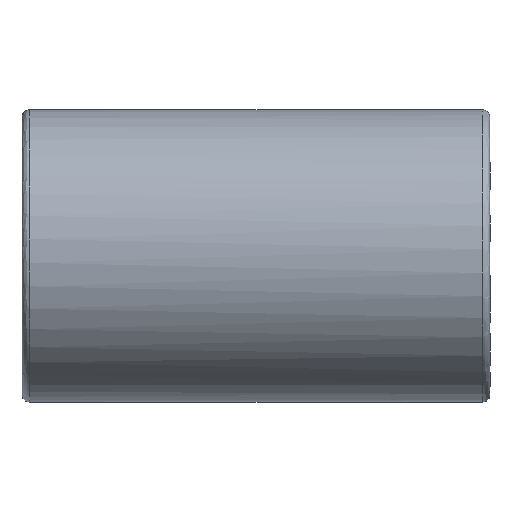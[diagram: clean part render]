
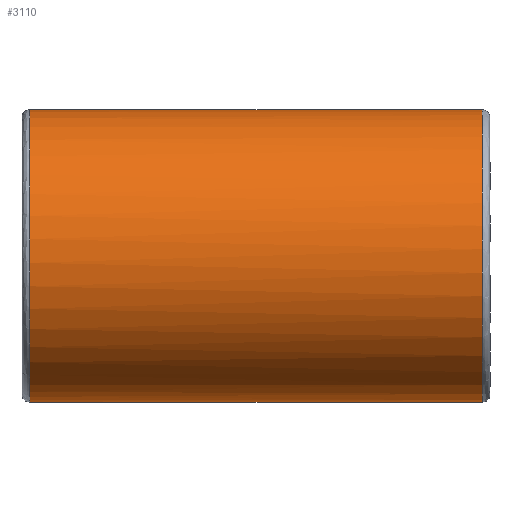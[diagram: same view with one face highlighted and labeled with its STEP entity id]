
A CAD part, front view. The second image highlights one B-rep face of the part: STEP entity #3110.
In plain terms, the highlighted free-form (B-spline) face has degree [3, 1] with [7, 2] control points.
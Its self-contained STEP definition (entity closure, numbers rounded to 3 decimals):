
#2080 = CARTESIAN_POINT ('', (0.4, 0., 7.5));
#2090 = VERTEX_POINT ('', #2080);
#2170 = CARTESIAN_POINT ('', (0.4, 0., -7.5));
#2180 = VERTEX_POINT ('', #2170);
#2190 = CARTESIAN_POINT ('', (0.4, 0., -7.5));
#2200 = CARTESIAN_POINT ('', (0.4, 15., -7.5));
#2210 = CARTESIAN_POINT ('', (0.4, 15., 7.5));
#2220 = CARTESIAN_POINT ('', (0.4, 0., 7.5));
#2230 = (
   BOUNDED_CURVE ()
   B_SPLINE_CURVE (3, (#2190, #2200, #2210, #2220), .UNSPECIFIED., .F., .U.)
   B_SPLINE_CURVE_WITH_KNOTS ((4, 4), (0., 1.), .UNSPECIFIED.)
   CURVE ()
   GEOMETRIC_REPRESENTATION_ITEM ()
   RATIONAL_B_SPLINE_CURVE ((1., 0.333, 0.333, 1.))
   REPRESENTATION_ITEM ('')
);
#2240 = EDGE_CURVE ('', #2180, #2090, #2230, .T.);
#2260 = CARTESIAN_POINT ('', (0.4, 0., 7.5));
#2270 = CARTESIAN_POINT ('', (0.4, -15., 7.5));
#2280 = CARTESIAN_POINT ('', (0.4, -15., -7.5));
#2290 = CARTESIAN_POINT ('', (0.4, 0., -7.5));
#2300 = (
   BOUNDED_CURVE ()
   B_SPLINE_CURVE (3, (#2260, #2270, #2280, #2290), .UNSPECIFIED., .F., .U.)
   B_SPLINE_CURVE_WITH_KNOTS ((4, 4), (0., 1.), .UNSPECIFIED.)
   CURVE ()
   GEOMETRIC_REPRESENTATION_ITEM ()
   RATIONAL_B_SPLINE_CURVE ((1., 0.333, 0.333, 1.))
   REPRESENTATION_ITEM ('')
);
#2310 = EDGE_CURVE ('', #2090, #2180, #2300, .T.);
#2680 = CARTESIAN_POINT ('', (23.6, 0., 7.5));
#2690 = VERTEX_POINT ('', #2680);
#2700 = CARTESIAN_POINT ('', (23.6, 0., -7.5));
#2710 = VERTEX_POINT ('', #2700);
#2720 = CARTESIAN_POINT ('', (23.6, 0., 7.5));
#2730 = CARTESIAN_POINT ('', (23.6, 15., 7.5));
#2740 = CARTESIAN_POINT ('', (23.6, 15., -7.5));
#2750 = CARTESIAN_POINT ('', (23.6, 0., -7.5));
#2760 = (
   BOUNDED_CURVE ()
   B_SPLINE_CURVE (3, (#2720, #2730, #2740, #2750), .UNSPECIFIED., .F., .U.)
   B_SPLINE_CURVE_WITH_KNOTS ((4, 4), (0., 1.), .UNSPECIFIED.)
   CURVE ()
   GEOMETRIC_REPRESENTATION_ITEM ()
   RATIONAL_B_SPLINE_CURVE ((1., 0.333, 0.333, 1.))
   REPRESENTATION_ITEM ('')
);
#2770 = EDGE_CURVE ('', #2690, #2710, #2760, .T.);
#2780 = ORIENTED_EDGE ('', *, *, #2770, .T.);
#2790 = CARTESIAN_POINT ('', (23.6, 0., -7.5));
#2800 = CARTESIAN_POINT ('', (0.4, 0., -7.5));
#2810 = B_SPLINE_CURVE_WITH_KNOTS ('', 1, (#2790, #2800), .UNSPECIFIED., .F., .U., (2, 2), (0., 1.), .UNSPECIFIED.);
#2820 = EDGE_CURVE ('', #2710, #2180, #2810, .T.);
#2830 = ORIENTED_EDGE ('', *, *, #2820, .T.);
#2840 = ORIENTED_EDGE ('', *, *, #2240, .T.);
#2850 = ORIENTED_EDGE ('', *, *, #2310, .T.);
#2860 = ORIENTED_EDGE ('', *, *, #2820, .F.);
#2870 = CARTESIAN_POINT ('', (23.6, 0., -7.5));
#2880 = CARTESIAN_POINT ('', (23.6, -15., -7.5));
#2890 = CARTESIAN_POINT ('', (23.6, -15., 7.5));
#2900 = CARTESIAN_POINT ('', (23.6, 0., 7.5));
#2910 = (
   BOUNDED_CURVE ()
   B_SPLINE_CURVE (3, (#2870, #2880, #2890, #2900), .UNSPECIFIED., .F., .U.)
   B_SPLINE_CURVE_WITH_KNOTS ((4, 4), (0., 1.), .UNSPECIFIED.)
   CURVE ()
   GEOMETRIC_REPRESENTATION_ITEM ()
   RATIONAL_B_SPLINE_CURVE ((1., 0.333, 0.333, 1.))
   REPRESENTATION_ITEM ('')
);
#2920 = EDGE_CURVE ('', #2710, #2690, #2910, .T.);
#2930 = ORIENTED_EDGE ('', *, *, #2920, .T.);
#2940 = EDGE_LOOP ('', (#2780, #2830, #2840, #2850, #2860, #2930));
#2950 = FACE_OUTER_BOUND ('', #2940, .T.);
#2960 = CARTESIAN_POINT ('', (-1.92, 0., -7.5));
#2970 = CARTESIAN_POINT ('', (25.92, 0., -7.5));
#2980 = CARTESIAN_POINT ('', (-1.92, 15., -7.5));
#2990 = CARTESIAN_POINT ('', (25.92, 15., -7.5));
#3000 = CARTESIAN_POINT ('', (-1.92, 15., 7.5));
#3010 = CARTESIAN_POINT ('', (25.92, 15., 7.5));
#3020 = CARTESIAN_POINT ('', (-1.92, 0., 7.5));
#3030 = CARTESIAN_POINT ('', (25.92, 0., 7.5));
#3040 = CARTESIAN_POINT ('', (-1.92, -15., 7.5));
#3050 = CARTESIAN_POINT ('', (25.92, -15., 7.5));
#3060 = CARTESIAN_POINT ('', (-1.92, -15., -7.5));
#3070 = CARTESIAN_POINT ('', (25.92, -15., -7.5));
#3080 = CARTESIAN_POINT ('', (-1.92, 0., -7.5));
#3090 = CARTESIAN_POINT ('', (25.92, 0., -7.5));
#3100 = (
   BOUNDED_SURFACE ()
   B_SPLINE_SURFACE (3, 1, ((#2960, #2970), (#2980, #2990), (#3000, #3010), (#3020, #3030), (#3040, #3050), (#3060, #3070), (#3080, #3090)), .UNSPECIFIED., .T., .F., .U.)
   B_SPLINE_SURFACE_WITH_KNOTS ((4, 3, 4), (2, 2), (0., 0.5, 1.), (0., 1.), .UNSPECIFIED.)
   SURFACE ()
   GEOMETRIC_REPRESENTATION_ITEM ()
   RATIONAL_B_SPLINE_SURFACE (((1., 1.), (0.333, 0.333), (0.333, 0.333), (1., 1.), (0.333, 0.333), (0.333, 0.333), (1., 1.)))
   REPRESENTATION_ITEM ('')
);
#3110 = ADVANCED_FACE ('', (#2950), #3100, .T.);
